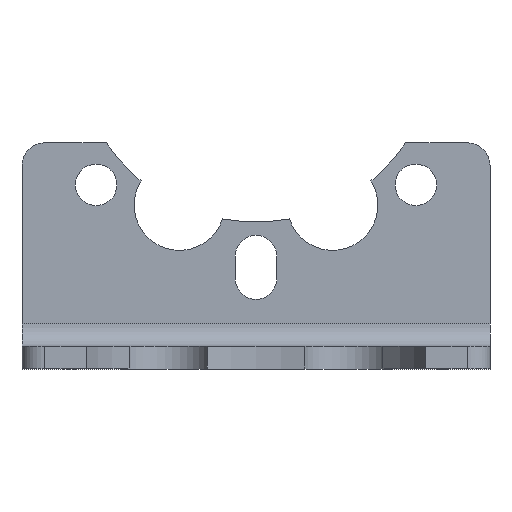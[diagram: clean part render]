
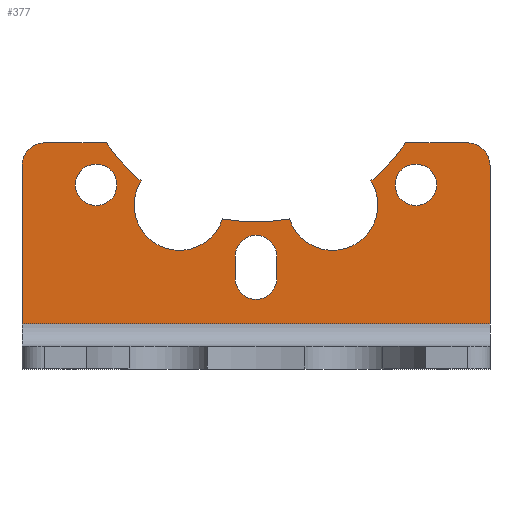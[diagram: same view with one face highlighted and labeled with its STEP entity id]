
A CAD part, top view. The second image highlights one B-rep face of the part: STEP entity #377.
In plain terms, the highlighted planar face has unit normal (0, 0, 1).
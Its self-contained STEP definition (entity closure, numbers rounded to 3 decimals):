
#19=FACE_BOUND('',#97,.F.);
#20=FACE_BOUND('',#98,.F.);
#21=FACE_BOUND('',#99,.F.);
#31=PLANE('',#900);
#57=FACE_OUTER_BOUND('',#100,.F.);
#97=EDGE_LOOP('',(#191,#192));
#98=EDGE_LOOP('',(#193,#194,#195,#196));
#99=EDGE_LOOP('',(#197,#198));
#100=EDGE_LOOP('',(#199,#200,#201,#202,#203,#204,#205,#206,#207,#208,#209,
#210));
#191=ORIENTED_EDGE('',*,*,#682,.T.);
#192=ORIENTED_EDGE('',*,*,#681,.T.);
#193=ORIENTED_EDGE('',*,*,#680,.T.);
#194=ORIENTED_EDGE('',*,*,#679,.F.);
#195=ORIENTED_EDGE('',*,*,#677,.T.);
#196=ORIENTED_EDGE('',*,*,#675,.F.);
#197=ORIENTED_EDGE('',*,*,#672,.T.);
#198=ORIENTED_EDGE('',*,*,#671,.T.);
#199=ORIENTED_EDGE('',*,*,#709,.F.);
#200=ORIENTED_EDGE('',*,*,#684,.F.);
#201=ORIENTED_EDGE('',*,*,#687,.T.);
#202=ORIENTED_EDGE('',*,*,#689,.T.);
#203=ORIENTED_EDGE('',*,*,#691,.T.);
#204=ORIENTED_EDGE('',*,*,#693,.T.);
#205=ORIENTED_EDGE('',*,*,#695,.T.);
#206=ORIENTED_EDGE('',*,*,#697,.F.);
#207=ORIENTED_EDGE('',*,*,#699,.F.);
#208=ORIENTED_EDGE('',*,*,#700,.T.);
#209=ORIENTED_EDGE('',*,*,#710,.T.);
#210=ORIENTED_EDGE('',*,*,#705,.T.);
#377=ADVANCED_FACE('',(#19,#20,#21,#57),#31,.T.);
#462=LINE('',#1328,#520);
#465=LINE('',#1332,#523);
#467=LINE('',#1337,#525);
#475=LINE('',#1350,#533);
#477=LINE('',#1353,#535);
#480=LINE('',#1358,#538);
#482=LINE('',#1363,#540);
#520=VECTOR('',#1037,3.);
#523=VECTOR('',#1042,3.);
#525=VECTOR('',#1050,8.157);
#533=VECTOR('',#1068,8.157);
#535=VECTOR('',#1072,21.);
#538=VECTOR('',#1079,21.);
#540=VECTOR('',#1087,62.);
#594=CIRCLE('',#869,2.75);
#595=CIRCLE('',#870,2.75);
#596=CIRCLE('',#871,2.75);
#597=CIRCLE('',#872,2.75);
#598=CIRCLE('',#873,2.75);
#599=CIRCLE('',#874,2.75);
#600=CIRCLE('',#875,24.);
#601=CIRCLE('',#876,6.);
#602=CIRCLE('',#877,24.);
#603=CIRCLE('',#878,6.);
#604=CIRCLE('',#879,24.);
#605=CIRCLE('',#880,3.);
#610=CIRCLE('',#885,3.);
#671=EDGE_CURVE('',#744,#743,#594,.T.);
#672=EDGE_CURVE('',#743,#744,#595,.T.);
#675=EDGE_CURVE('',#741,#742,#462,.T.);
#677=EDGE_CURVE('',#740,#742,#596,.T.);
#679=EDGE_CURVE('',#740,#739,#465,.T.);
#680=EDGE_CURVE('',#741,#739,#597,.T.);
#681=EDGE_CURVE('',#738,#737,#598,.T.);
#682=EDGE_CURVE('',#737,#738,#599,.T.);
#684=EDGE_CURVE('',#736,#735,#467,.T.);
#687=EDGE_CURVE('',#736,#734,#600,.T.);
#689=EDGE_CURVE('',#734,#733,#601,.T.);
#691=EDGE_CURVE('',#733,#732,#602,.T.);
#693=EDGE_CURVE('',#732,#731,#603,.T.);
#695=EDGE_CURVE('',#731,#730,#604,.T.);
#697=EDGE_CURVE('',#729,#730,#475,.T.);
#699=EDGE_CURVE('',#728,#729,#605,.T.);
#700=EDGE_CURVE('',#728,#727,#477,.T.);
#705=EDGE_CURVE('',#725,#726,#480,.T.);
#709=EDGE_CURVE('',#735,#726,#610,.T.);
#710=EDGE_CURVE('',#727,#725,#482,.T.);
#725=VERTEX_POINT('',#1188);
#726=VERTEX_POINT('',#1189);
#727=VERTEX_POINT('',#1190);
#728=VERTEX_POINT('',#1191);
#729=VERTEX_POINT('',#1192);
#730=VERTEX_POINT('',#1193);
#731=VERTEX_POINT('',#1194);
#732=VERTEX_POINT('',#1195);
#733=VERTEX_POINT('',#1196);
#734=VERTEX_POINT('',#1197);
#735=VERTEX_POINT('',#1198);
#736=VERTEX_POINT('',#1199);
#737=VERTEX_POINT('',#1200);
#738=VERTEX_POINT('',#1201);
#739=VERTEX_POINT('',#1202);
#740=VERTEX_POINT('',#1203);
#741=VERTEX_POINT('',#1204);
#742=VERTEX_POINT('',#1205);
#743=VERTEX_POINT('',#1206);
#744=VERTEX_POINT('',#1207);
#869=AXIS2_PLACEMENT_3D('',#1324,#1031,#1032);
#870=AXIS2_PLACEMENT_3D('',#1325,#1033,#1034);
#871=AXIS2_PLACEMENT_3D('',#1330,#1039,#1040);
#872=AXIS2_PLACEMENT_3D('',#1333,#1043,#1044);
#873=AXIS2_PLACEMENT_3D('',#1334,#1045,#1046);
#874=AXIS2_PLACEMENT_3D('',#1335,#1047,#1048);
#875=AXIS2_PLACEMENT_3D('',#1340,#1053,#1054);
#876=AXIS2_PLACEMENT_3D('',#1342,#1056,#1057);
#877=AXIS2_PLACEMENT_3D('',#1344,#1059,#1060);
#878=AXIS2_PLACEMENT_3D('',#1346,#1062,#1063);
#879=AXIS2_PLACEMENT_3D('',#1348,#1065,#1066);
#880=AXIS2_PLACEMENT_3D('',#1352,#1070,#1071);
#885=AXIS2_PLACEMENT_3D('',#1362,#1085,#1086);
#900=AXIS2_PLACEMENT_3D('',#1392,#1130,#1131);
#1031=DIRECTION('',(0.,0.,1.));
#1032=DIRECTION('',(-1.,0.,0.));
#1033=DIRECTION('',(0.,0.,1.));
#1034=DIRECTION('',(1.,0.,0.));
#1037=DIRECTION('',(0.,1.,0.));
#1039=DIRECTION('',(0.,0.,1.));
#1040=DIRECTION('',(1.,0.,0.));
#1042=DIRECTION('',(0.,-1.,0.));
#1043=DIRECTION('',(0.,0.,1.));
#1044=DIRECTION('',(-1.,0.,0.));
#1045=DIRECTION('',(0.,0.,1.));
#1046=DIRECTION('',(-1.,0.,0.));
#1047=DIRECTION('',(0.,0.,1.));
#1048=DIRECTION('',(1.,0.,0.));
#1050=DIRECTION('',(-1.,0.,0.));
#1053=DIRECTION('',(0.,0.,1.));
#1054=DIRECTION('',(-0.827,-0.563,0.));
#1056=DIRECTION('',(0.,0.,1.));
#1057=DIRECTION('',(-0.846,0.533,0.));
#1059=DIRECTION('',(0.,0.,1.));
#1060=DIRECTION('',(-0.185,-0.983,0.));
#1062=DIRECTION('',(0.,0.,1.));
#1063=DIRECTION('',(-0.952,-0.306,0.));
#1065=DIRECTION('',(0.,0.,1.));
#1066=DIRECTION('',(0.634,-0.773,0.));
#1068=DIRECTION('',(-1.,0.,0.));
#1070=DIRECTION('',(0.,0.,1.));
#1071=DIRECTION('',(1.,0.,0.));
#1072=DIRECTION('',(0.,-1.,0.));
#1079=DIRECTION('',(0.,1.,0.));
#1085=DIRECTION('',(0.,0.,1.));
#1086=DIRECTION('',(0.,1.,0.));
#1087=DIRECTION('',(-1.,0.,0.));
#1130=DIRECTION('',(0.,0.,1.));
#1131=DIRECTION('',(-1.,0.,0.));
#1188=CARTESIAN_POINT('',(-31.,6.,3.));
#1189=CARTESIAN_POINT('',(-31.,27.,3.));
#1190=CARTESIAN_POINT('',(31.,6.,3.));
#1191=CARTESIAN_POINT('',(31.,27.,3.));
#1192=CARTESIAN_POINT('',(28.,30.,3.));
#1193=CARTESIAN_POINT('',(19.843,30.,3.));
#1194=CARTESIAN_POINT('',(15.221,24.944,3.));
#1195=CARTESIAN_POINT('',(4.431,19.913,3.));
#1196=CARTESIAN_POINT('',(-4.431,19.913,3.));
#1197=CARTESIAN_POINT('',(-15.221,24.944,3.));
#1198=CARTESIAN_POINT('',(-28.,30.,3.));
#1199=CARTESIAN_POINT('',(-19.843,30.,3.));
#1200=CARTESIAN_POINT('',(23.93,24.43,3.));
#1201=CARTESIAN_POINT('',(18.43,24.43,3.));
#1202=CARTESIAN_POINT('',(2.75,12.,3.));
#1203=CARTESIAN_POINT('',(2.75,15.,3.));
#1204=CARTESIAN_POINT('',(-2.75,12.,3.));
#1205=CARTESIAN_POINT('',(-2.75,15.,3.));
#1206=CARTESIAN_POINT('',(-18.43,24.43,3.));
#1207=CARTESIAN_POINT('',(-23.93,24.43,3.));
#1324=CARTESIAN_POINT('',(-21.18,24.43,3.));
#1325=CARTESIAN_POINT('',(-21.18,24.43,3.));
#1328=CARTESIAN_POINT('',(-2.75,12.,3.));
#1330=CARTESIAN_POINT('',(0.,15.,3.));
#1332=CARTESIAN_POINT('',(2.75,15.,3.));
#1333=CARTESIAN_POINT('',(0.,12.,3.));
#1334=CARTESIAN_POINT('',(21.18,24.43,3.));
#1335=CARTESIAN_POINT('',(21.18,24.43,3.));
#1337=CARTESIAN_POINT('',(-19.843,30.,3.));
#1340=CARTESIAN_POINT('',(0.,43.5,3.));
#1342=CARTESIAN_POINT('',(-10.143,21.749,3.));
#1344=CARTESIAN_POINT('',(0.,43.5,3.));
#1346=CARTESIAN_POINT('',(10.143,21.749,3.));
#1348=CARTESIAN_POINT('',(0.,43.5,3.));
#1350=CARTESIAN_POINT('',(28.,30.,3.));
#1352=CARTESIAN_POINT('',(28.,27.,3.));
#1353=CARTESIAN_POINT('',(31.,27.,3.));
#1358=CARTESIAN_POINT('',(-31.,6.,3.));
#1362=CARTESIAN_POINT('',(-28.,27.,3.));
#1363=CARTESIAN_POINT('',(31.,6.,3.));
#1392=CARTESIAN_POINT('',(34.1,33.1,3.));
